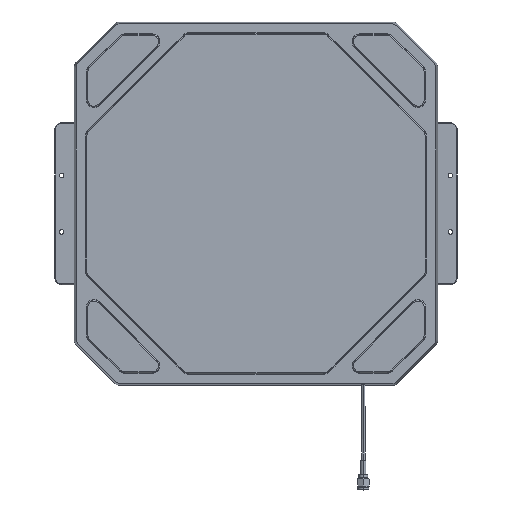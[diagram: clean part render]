
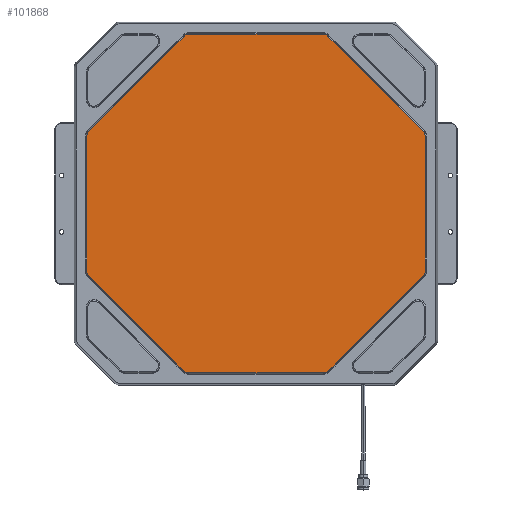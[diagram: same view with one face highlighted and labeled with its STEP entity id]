
A CAD part, top view. The second image highlights one B-rep face of the part: STEP entity #101868.
In plain terms, the highlighted planar face has unit normal (0, 0, 1).
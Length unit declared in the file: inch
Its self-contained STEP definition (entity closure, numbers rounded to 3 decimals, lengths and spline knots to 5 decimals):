
#390 = EDGE_CURVE ( 'NONE', #125876, #155296, #79904, .T. ) ;
#997 = EDGE_CURVE ( 'NONE', #68998, #125876, #69744, .T. ) ;
#1100 = CARTESIAN_POINT ( 'NONE',  ( 0., 0., 0. ) ) ;
#2014 = VERTEX_POINT ( 'NONE', #59058 ) ;
#3348 = DIRECTION ( 'NONE',  ( 0., 0., 1. ) ) ;
#6282 = ORIENTED_EDGE ( 'NONE', *, *, #997, .T. ) ;
#9006 = VERTEX_POINT ( 'NONE', #164692 ) ;
#11169 = CARTESIAN_POINT ( 'NONE',  ( -2.01224, 4.68081, 0. ) ) ;
#11213 = LINE ( 'NONE', #22250, #155145 ) ;
#11534 = ORIENTED_EDGE ( 'NONE', *, *, #40749, .T. ) ;
#12624 = AXIS2_PLACEMENT_3D ( 'NONE', #149732, #34360, #21781 ) ;
#15286 = LINE ( 'NONE', #66553, #120564 ) ;
#15884 = CARTESIAN_POINT ( 'NONE',  ( 4.68081, 2.01224, 0. ) ) ;
#16075 = CARTESIAN_POINT ( 'NONE',  ( 1.88697, 4.55554, 0. ) ) ;
#17458 = CARTESIAN_POINT ( 'NONE',  ( 2.01224, -4.68081, 0. ) ) ;
#17861 = VECTOR ( 'NONE', #23384, 39.37008 ) ;
#19399 = ORIENTED_EDGE ( 'NONE', *, *, #56524, .T. ) ;
#19773 = ORIENTED_EDGE ( 'NONE', *, *, #42812, .T. ) ;
#20967 = LINE ( 'NONE', #59663, #17861 ) ;
#21439 = DIRECTION ( 'NONE',  ( 0., 1., 0. ) ) ;
#21781 = DIRECTION ( 'NONE',  ( 0., -1., 0. ) ) ;
#22250 = CARTESIAN_POINT ( 'NONE',  ( 2.01224, -4.68081, 0. ) ) ;
#23384 = DIRECTION ( 'NONE',  ( -0.707, 0.707, 0. ) ) ;
#23869 = DIRECTION ( 'NONE',  ( -1., 0., 0. ) ) ;
#23938 = CARTESIAN_POINT ( 'NONE',  ( 1.88697, 4.7327, 0. ) ) ;
#24658 = VERTEX_POINT ( 'NONE', #49336 ) ;
#24814 = EDGE_CURVE ( 'NONE', #151272, #112265, #130026, .T. ) ;
#25577 = VERTEX_POINT ( 'NONE', #57666 ) ;
#26939 = DIRECTION ( 'NONE',  ( 0.707, -0.707, 0. ) ) ;
#27524 = CARTESIAN_POINT ( 'NONE',  ( 4.55554, 1.88697, 0. ) ) ;
#29537 = CARTESIAN_POINT ( 'NONE',  ( 1.88697, -4.7327, 0. ) ) ;
#30768 = VERTEX_POINT ( 'NONE', #51405 ) ;
#31243 = ORIENTED_EDGE ( 'NONE', *, *, #390, .T. ) ;
#31809 = VECTOR ( 'NONE', #114830, 39.37008 ) ;
#31914 = DIRECTION ( 'NONE',  ( -0.707, 0.707, 0. ) ) ;
#32171 = DIRECTION ( 'NONE',  ( 0., 0., 1. ) ) ;
#34360 = DIRECTION ( 'NONE',  ( 0., 0., 1. ) ) ;
#35694 = CARTESIAN_POINT ( 'NONE',  ( -1.88697, 4.55554, 0. ) ) ;
#37343 = DIRECTION ( 'NONE',  ( 0., 0., 1. ) ) ;
#40749 = EDGE_CURVE ( 'NONE', #50350, #51242, #20967, .T. ) ;
#41610 = CARTESIAN_POINT ( 'NONE',  ( 4.7327, -1.88697, 0. ) ) ;
#42812 = EDGE_CURVE ( 'NONE', #128079, #53878, #110017, .T. ) ;
#43276 = DIRECTION ( 'NONE',  ( 0., 1., 0. ) ) ;
#44060 = AXIS2_PLACEMENT_3D ( 'NONE', #35694, #124827, #21439 ) ;
#44508 = CARTESIAN_POINT ( 'NONE',  ( -1.88697, -4.7327, 0. ) ) ;
#44611 = DIRECTION ( 'NONE',  ( 0., 0., 1. ) ) ;
#47244 = EDGE_CURVE ( 'NONE', #155296, #30768, #11213, .T. ) ;
#47515 = FACE_OUTER_BOUND ( 'NONE', #53886, .T. ) ;
#49156 = CARTESIAN_POINT ( 'NONE',  ( 4.7327, 1.88697, 0. ) ) ;
#49336 = CARTESIAN_POINT ( 'NONE',  ( -4.7327, -1.88697, 0. ) ) ;
#50350 = VERTEX_POINT ( 'NONE', #15884 ) ;
#50830 = EDGE_CURVE ( 'NONE', #25577, #112658, #15286, .T. ) ;
#51242 = VERTEX_POINT ( 'NONE', #66154 ) ;
#51381 = EDGE_CURVE ( 'NONE', #24658, #25577, #161040, .T. ) ;
#51405 = CARTESIAN_POINT ( 'NONE',  ( 4.68081, -2.01224, 0. ) ) ;
#51775 = EDGE_CURVE ( 'NONE', #51242, #2014, #80502, .T. ) ;
#53878 = VERTEX_POINT ( 'NONE', #80493 ) ;
#53886 = EDGE_LOOP ( 'NONE', ( #104452, #69218, #11534, #165379, #145339, #126212, #142791, #19773, #142344, #82797, #86721, #19399, #6282, #31243, #66621, #61393 ) ) ;
#54078 = EDGE_CURVE ( 'NONE', #30768, #9006, #91519, .T. ) ;
#54158 = DIRECTION ( 'NONE',  ( 1., 0., 0. ) ) ;
#55925 = LINE ( 'NONE', #41610, #104022 ) ;
#56524 = EDGE_CURVE ( 'NONE', #112658, #68998, #75885, .T. ) ;
#57666 = CARTESIAN_POINT ( 'NONE',  ( -4.68081, -2.01224, 0. ) ) ;
#59058 = CARTESIAN_POINT ( 'NONE',  ( 1.88697, 4.7327, 0. ) ) ;
#59663 = CARTESIAN_POINT ( 'NONE',  ( 4.68081, 2.01224, 0. ) ) ;
#61034 = CARTESIAN_POINT ( 'NONE',  ( -4.7327, 1.88697, 0. ) ) ;
#61393 = ORIENTED_EDGE ( 'NONE', *, *, #54078, .T. ) ;
#61827 = DIRECTION ( 'NONE',  ( 0., -1., 0. ) ) ;
#63520 = VECTOR ( 'NONE', #61827, 39.37008 ) ;
#66154 = CARTESIAN_POINT ( 'NONE',  ( 2.01224, 4.68081, 0. ) ) ;
#66443 = CARTESIAN_POINT ( 'NONE',  ( 4.55554, -1.88697, 0. ) ) ;
#66553 = CARTESIAN_POINT ( 'NONE',  ( -4.68081, -2.01224, 0. ) ) ;
#66621 = ORIENTED_EDGE ( 'NONE', *, *, #47244, .T. ) ;
#68998 = VERTEX_POINT ( 'NONE', #133732 ) ;
#69218 = ORIENTED_EDGE ( 'NONE', *, *, #145712, .T. ) ;
#69744 = LINE ( 'NONE', #44508, #128686 ) ;
#73038 = EDGE_CURVE ( 'NONE', #9006, #138484, #55925, .T. ) ;
#75885 = CIRCLE ( 'NONE', #159226, 0.17717 ) ;
#76920 = LINE ( 'NONE', #61034, #63520 ) ;
#79904 = CIRCLE ( 'NONE', #12624, 0.17717 ) ;
#80493 = CARTESIAN_POINT ( 'NONE',  ( -4.7327, 1.88697, 0. ) ) ;
#80502 = CIRCLE ( 'NONE', #128848, 0.17717 ) ;
#81087 = DIRECTION ( 'NONE',  ( 0., 0., 1. ) ) ;
#82446 = DIRECTION ( 'NONE',  ( 0., 0., 1. ) ) ;
#82797 = ORIENTED_EDGE ( 'NONE', *, *, #51381, .T. ) ;
#85486 = CARTESIAN_POINT ( 'NONE',  ( -4.68081, 2.01224, 0. ) ) ;
#86721 = ORIENTED_EDGE ( 'NONE', *, *, #50830, .T. ) ;
#91001 = DIRECTION ( 'NONE',  ( -0.707, -0.707, 0. ) ) ;
#91506 = EDGE_CURVE ( 'NONE', #53878, #24658, #76920, .T. ) ;
#91519 = CIRCLE ( 'NONE', #110282, 0.17717 ) ;
#95970 = DIRECTION ( 'NONE',  ( 0.707, 0.707, 0. ) ) ;
#97005 = EDGE_CURVE ( 'NONE', #2014, #151272, #102972, .T. ) ;
#98848 = EDGE_CURVE ( 'NONE', #112265, #128079, #127993, .T. ) ;
#99426 = CARTESIAN_POINT ( 'NONE',  ( -1.88697, -4.55554, 0. ) ) ;
#101868 = ADVANCED_FACE ( 'NONE', ( #47515 ), #115595, .T. ) ;
#102430 = CARTESIAN_POINT ( 'NONE',  ( -1.88697, 4.7327, 0. ) ) ;
#102972 = LINE ( 'NONE', #23938, #31809 ) ;
#103243 = DIRECTION ( 'NONE',  ( 0., 0., 1. ) ) ;
#104022 = VECTOR ( 'NONE', #43276, 39.37008 ) ;
#104452 = ORIENTED_EDGE ( 'NONE', *, *, #73038, .T. ) ;
#105759 = DIRECTION ( 'NONE',  ( 1., 0., 0. ) ) ;
#106131 = AXIS2_PLACEMENT_3D ( 'NONE', #27524, #103243, #105759 ) ;
#107632 = DIRECTION ( 'NONE',  ( 1., 0., 0. ) ) ;
#110017 = CIRCLE ( 'NONE', #139543, 0.17717 ) ;
#110282 = AXIS2_PLACEMENT_3D ( 'NONE', #66443, #3348, #26939 ) ;
#112265 = VERTEX_POINT ( 'NONE', #11169 ) ;
#112658 = VERTEX_POINT ( 'NONE', #113658 ) ;
#113071 = DIRECTION ( 'NONE',  ( 0.707, 0.707, 0. ) ) ;
#113658 = CARTESIAN_POINT ( 'NONE',  ( -2.01224, -4.68081, 0. ) ) ;
#114830 = DIRECTION ( 'NONE',  ( -1., 0., 0. ) ) ;
#115595 = PLANE ( 'NONE',  #131457 ) ;
#120564 = VECTOR ( 'NONE', #132181, 39.37008 ) ;
#124827 = DIRECTION ( 'NONE',  ( 0., 0., 1. ) ) ;
#125876 = VERTEX_POINT ( 'NONE', #29537 ) ;
#126212 = ORIENTED_EDGE ( 'NONE', *, *, #24814, .T. ) ;
#127993 = LINE ( 'NONE', #149475, #156235 ) ;
#128079 = VERTEX_POINT ( 'NONE', #85486 ) ;
#128686 = VECTOR ( 'NONE', #107632, 39.37008 ) ;
#128848 = AXIS2_PLACEMENT_3D ( 'NONE', #16075, #44611, #95970 ) ;
#130026 = CIRCLE ( 'NONE', #44060, 0.17717 ) ;
#131457 = AXIS2_PLACEMENT_3D ( 'NONE', #1100, #81087, #54158 ) ;
#132181 = DIRECTION ( 'NONE',  ( 0.707, -0.707, 0. ) ) ;
#133732 = CARTESIAN_POINT ( 'NONE',  ( -1.88697, -4.7327, 0. ) ) ;
#134569 = CARTESIAN_POINT ( 'NONE',  ( -4.55554, 1.88697, 0. ) ) ;
#137329 = DIRECTION ( 'NONE',  ( -0.707, -0.707, 0. ) ) ;
#138484 = VERTEX_POINT ( 'NONE', #49156 ) ;
#139543 = AXIS2_PLACEMENT_3D ( 'NONE', #134569, #82446, #31914 ) ;
#139993 = CARTESIAN_POINT ( 'NONE',  ( -4.55554, -1.88697, 0. ) ) ;
#142344 = ORIENTED_EDGE ( 'NONE', *, *, #91506, .T. ) ;
#142791 = ORIENTED_EDGE ( 'NONE', *, *, #98848, .T. ) ;
#145339 = ORIENTED_EDGE ( 'NONE', *, *, #97005, .T. ) ;
#145712 = EDGE_CURVE ( 'NONE', #138484, #50350, #162680, .T. ) ;
#149475 = CARTESIAN_POINT ( 'NONE',  ( -2.01224, 4.68081, 0. ) ) ;
#149732 = CARTESIAN_POINT ( 'NONE',  ( 1.88697, -4.55554, 0. ) ) ;
#151272 = VERTEX_POINT ( 'NONE', #102430 ) ;
#155145 = VECTOR ( 'NONE', #113071, 39.37008 ) ;
#155296 = VERTEX_POINT ( 'NONE', #17458 ) ;
#156235 = VECTOR ( 'NONE', #91001, 39.37008 ) ;
#159226 = AXIS2_PLACEMENT_3D ( 'NONE', #99426, #32171, #137329 ) ;
#161040 = CIRCLE ( 'NONE', #166408, 0.17717 ) ;
#162680 = CIRCLE ( 'NONE', #106131, 0.17717 ) ;
#164692 = CARTESIAN_POINT ( 'NONE',  ( 4.7327, -1.88697, 0. ) ) ;
#165379 = ORIENTED_EDGE ( 'NONE', *, *, #51775, .T. ) ;
#166408 = AXIS2_PLACEMENT_3D ( 'NONE', #139993, #37343, #23869 ) ;
